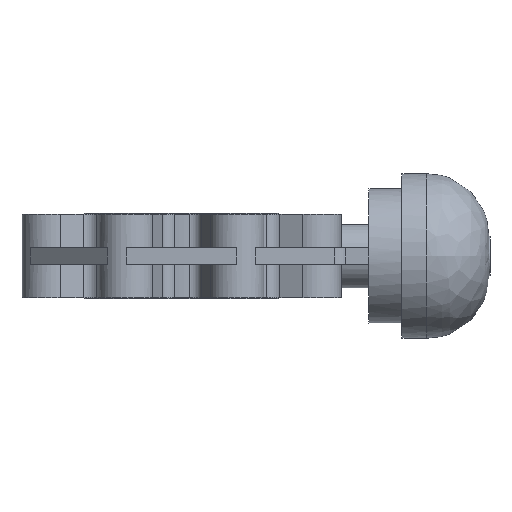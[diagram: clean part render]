
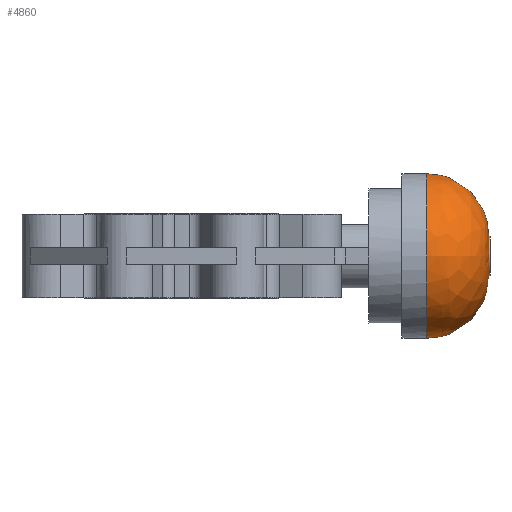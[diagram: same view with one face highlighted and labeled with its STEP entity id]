
A CAD part, front view. The second image highlights one B-rep face of the part: STEP entity #4860.
In plain terms, the highlighted free-form (B-spline) face has degree [2, 2] with [3, 9] control points.
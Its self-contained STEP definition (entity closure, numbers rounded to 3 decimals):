
#38=B_SPLINE_CURVE_WITH_KNOTS($,3,(#7531,#7532,#7533,#7534,#7535,#7536,
#7537,#7538,#7539,#7540),.UNSPECIFIED.,.F.,.F.,(4,2,2,2,4),(20.482,
20.859,22.327,23.827,25.268),
 .UNSPECIFIED.);
#39=B_SPLINE_CURVE_WITH_KNOTS($,3,(#7543,#7544,#7545,#7546,#7547,#7548,
#7549,#7550,#7551,#7552),.UNSPECIFIED.,.F.,.F.,(4,2,2,2,4),(12.647,
14.064,15.521,16.918,17.405),
 .UNSPECIFIED.);
#80=(
BOUNDED_CURVE()
B_SPLINE_CURVE(2,(#7527,#7528,#7529),.UNSPECIFIED.,.F.,.F.)
B_SPLINE_CURVE_WITH_KNOTS((3,3),(-1.571,0.),
 .UNSPECIFIED.)
CURVE()
GEOMETRIC_REPRESENTATION_ITEM()
RATIONAL_B_SPLINE_CURVE((1.,0.707,1.))
REPRESENTATION_ITEM($)
);
#81=(
BOUNDED_SURFACE()
B_SPLINE_SURFACE(2,2,((#7497,#7498,#7499,#7500,#7501,#7502,#7503,#7504,
#7505),(#7506,#7507,#7508,#7509,#7510,#7511,#7512,#7513,#7514),(#7515,#7516,
#7517,#7518,#7519,#7520,#7521,#7522,#7523)),.UNSPECIFIED.,.F.,.T.,.F.)
B_SPLINE_SURFACE_WITH_KNOTS((3,3),(3,2,2,2,3),(0.,1.571),
(-3.142,-1.571,0.,1.571,3.142),
 .UNSPECIFIED.)
GEOMETRIC_REPRESENTATION_ITEM()
RATIONAL_B_SPLINE_SURFACE(((1.,0.707,1.,0.707,1.,
0.707,1.,0.707,1.),(0.707,0.5,0.707,
0.5,0.707,0.5,0.707,0.5,0.707),(1.,
0.707,1.,0.707,1.,0.707,1.,0.707,
1.)))
REPRESENTATION_ITEM($)
SURFACE()
);
#306=FACE_OUTER_BOUND($,#581,.T.);
#581=EDGE_LOOP($,(#3439,#3440,#3441,#3442,#3443,#3444,#3445,#3446,#3447));
#867=CIRCLE($,#5183,55.);
#868=CIRCLE($,#5184,55.);
#870=CIRCLE($,#5186,13.5);
#871=CIRCLE($,#5187,32.295);
#872=CIRCLE($,#5188,13.5);
#2020=VERTEX_POINT($,#7488);
#2021=VERTEX_POINT($,#7490);
#2022=VERTEX_POINT($,#7492);
#2024=VERTEX_POINT($,#7524);
#2025=VERTEX_POINT($,#7525);
#2026=VERTEX_POINT($,#7530);
#2027=VERTEX_POINT($,#7541);
#2559=EDGE_CURVE($,#2020,#2021,#867,.T.);
#2560=EDGE_CURVE($,#2021,#2022,#868,.T.);
#2563=EDGE_CURVE($,#2024,#2025,#870,.T.);
#2564=EDGE_CURVE($,#2025,#2021,#80,.T.);
#2565=EDGE_CURVE($,#2026,#2020,#38,.T.);
#2566=EDGE_CURVE($,#2027,#2026,#871,.T.);
#2567=EDGE_CURVE($,#2022,#2027,#39,.T.);
#2568=EDGE_CURVE($,#2025,#2024,#872,.T.);
#3439=ORIENTED_EDGE($,*,*,#2563,.T.);
#3440=ORIENTED_EDGE($,*,*,#2564,.T.);
#3441=ORIENTED_EDGE($,*,*,#2559,.F.);
#3442=ORIENTED_EDGE($,*,*,#2565,.F.);
#3443=ORIENTED_EDGE($,*,*,#2566,.F.);
#3444=ORIENTED_EDGE($,*,*,#2567,.F.);
#3445=ORIENTED_EDGE($,*,*,#2560,.F.);
#3446=ORIENTED_EDGE($,*,*,#2564,.F.);
#3447=ORIENTED_EDGE($,*,*,#2568,.T.);
#4860=ADVANCED_FACE($,(#306),#81,.F.);
#5183=AXIS2_PLACEMENT_3D($,#7491,#5945,#5946);
#5184=AXIS2_PLACEMENT_3D($,#7493,#5947,#5948);
#5186=AXIS2_PLACEMENT_3D($,#7526,#5952,#5953);
#5187=AXIS2_PLACEMENT_3D($,#7542,#5954,#5955);
#5188=AXIS2_PLACEMENT_3D($,#7553,#5956,#5957);
#5945=DIRECTION('center_axis',(0.,0.,-1.));
#5946=DIRECTION('ref_axis',(-1.,0.,0.));
#5947=DIRECTION('center_axis',(0.,0.,-1.));
#5948=DIRECTION('ref_axis',(-1.,0.,0.));
#5952=DIRECTION('center_axis',(0.,0.,-1.));
#5953=DIRECTION('ref_axis',(-1.,0.,0.));
#5954=DIRECTION('center_axis',(0.,0.,-1.));
#5955=DIRECTION('ref_axis',(-1.,0.,0.));
#5956=DIRECTION('center_axis',(0.,0.,-1.));
#5957=DIRECTION('ref_axis',(-1.,0.,0.));
#7488=CARTESIAN_POINT('',(49.013,-24.954,16.5));
#7490=CARTESIAN_POINT('',(-55.,0.,16.5));
#7491=CARTESIAN_POINT('Origin',(0.,0.,16.5));
#7492=CARTESIAN_POINT('',(49.013,24.954,16.5));
#7493=CARTESIAN_POINT('Origin',(0.,0.,16.5));
#7497=CARTESIAN_POINT('Ctrl Pts',(-55.,0.,16.5));
#7498=CARTESIAN_POINT('Ctrl Pts',(-55.,-55.,16.5));
#7499=CARTESIAN_POINT('Ctrl Pts',(0.,-55.,16.5));
#7500=CARTESIAN_POINT('Ctrl Pts',(55.,-55.,16.5));
#7501=CARTESIAN_POINT('Ctrl Pts',(55.,0.,
16.5));
#7502=CARTESIAN_POINT('Ctrl Pts',(55.,55.,16.5));
#7503=CARTESIAN_POINT('Ctrl Pts',(0.,55.,16.5));
#7504=CARTESIAN_POINT('Ctrl Pts',(-55.,55.,16.5));
#7505=CARTESIAN_POINT('Ctrl Pts',(-55.,0.,16.5));
#7506=CARTESIAN_POINT('Ctrl Pts',(-55.,0.,
58.));
#7507=CARTESIAN_POINT('Ctrl Pts',(-55.,-55.,58.));
#7508=CARTESIAN_POINT('Ctrl Pts',(0.,-55.,
58.));
#7509=CARTESIAN_POINT('Ctrl Pts',(55.,-55.,58.));
#7510=CARTESIAN_POINT('Ctrl Pts',(55.,0.,58.));
#7511=CARTESIAN_POINT('Ctrl Pts',(55.,55.,58.));
#7512=CARTESIAN_POINT('Ctrl Pts',(0.,55.,
58.));
#7513=CARTESIAN_POINT('Ctrl Pts',(-55.,55.,58.));
#7514=CARTESIAN_POINT('Ctrl Pts',(-55.,0.,
58.));
#7515=CARTESIAN_POINT('Ctrl Pts',(-13.5,0.,
58.));
#7516=CARTESIAN_POINT('Ctrl Pts',(-13.5,-13.5,58.));
#7517=CARTESIAN_POINT('Ctrl Pts',(0.,-13.5,
58.));
#7518=CARTESIAN_POINT('Ctrl Pts',(13.5,-13.5,58.));
#7519=CARTESIAN_POINT('Ctrl Pts',(13.5,0.,58.));
#7520=CARTESIAN_POINT('Ctrl Pts',(13.5,13.5,58.));
#7521=CARTESIAN_POINT('Ctrl Pts',(0.,13.5,
58.));
#7522=CARTESIAN_POINT('Ctrl Pts',(-13.5,13.5,58.));
#7523=CARTESIAN_POINT('Ctrl Pts',(-13.5,0.,
58.));
#7524=CARTESIAN_POINT('',(13.5,0.,58.));
#7525=CARTESIAN_POINT('',(-13.5,0.,58.));
#7526=CARTESIAN_POINT('Origin',(0.,0.,58.));
#7527=CARTESIAN_POINT('Ctrl Pts',(-13.5,0.,
58.));
#7528=CARTESIAN_POINT('Ctrl Pts',(-55.,0.,
58.));
#7529=CARTESIAN_POINT('Ctrl Pts',(-55.,0.,16.5));
#7530=CARTESIAN_POINT('',(19.615,-25.655,53.5));
#7531=CARTESIAN_POINT('Ctrl Pts',(19.615,-25.655,53.5));
#7532=CARTESIAN_POINT('Ctrl Pts',(21.158,-25.629,53.035));
#7533=CARTESIAN_POINT('Ctrl Pts',(22.679,-25.6,52.498));
#7534=CARTESIAN_POINT('Ctrl Pts',(30.001,-25.458,49.477));
#7535=CARTESIAN_POINT('Ctrl Pts',(34.522,-25.35,46.242));
#7536=CARTESIAN_POINT('Ctrl Pts',(41.5,-25.172,39.268));
#7537=CARTESIAN_POINT('Ctrl Pts',(44.316,-25.092,35.109));
#7538=CARTESIAN_POINT('Ctrl Pts',(48.064,-24.984,26.047));
#7539=CARTESIAN_POINT('Ctrl Pts',(49.013,-24.954,21.302));
#7540=CARTESIAN_POINT('Ctrl Pts',(49.013,-24.954,16.5));
#7541=CARTESIAN_POINT('',(19.615,25.655,53.5));
#7542=CARTESIAN_POINT('Origin',(0.,0.,53.5));
#7543=CARTESIAN_POINT('Ctrl Pts',(49.013,24.954,16.5));
#7544=CARTESIAN_POINT('Ctrl Pts',(49.013,24.954,21.238));
#7545=CARTESIAN_POINT('Ctrl Pts',(48.089,24.983,25.933));
#7546=CARTESIAN_POINT('Ctrl Pts',(44.433,25.089,34.879));
#7547=CARTESIAN_POINT('Ctrl Pts',(41.699,25.167,38.996));
#7548=CARTESIAN_POINT('Ctrl Pts',(34.937,25.339,45.891));
#7549=CARTESIAN_POINT('Ctrl Pts',(30.697,25.442,48.998));
#7550=CARTESIAN_POINT('Ctrl Pts',(23.483,25.585,52.208));
#7551=CARTESIAN_POINT('Ctrl Pts',(21.569,25.621,52.911));
#7552=CARTESIAN_POINT('Ctrl Pts',(19.615,25.655,53.5));
#7553=CARTESIAN_POINT('Origin',(0.,0.,58.));
